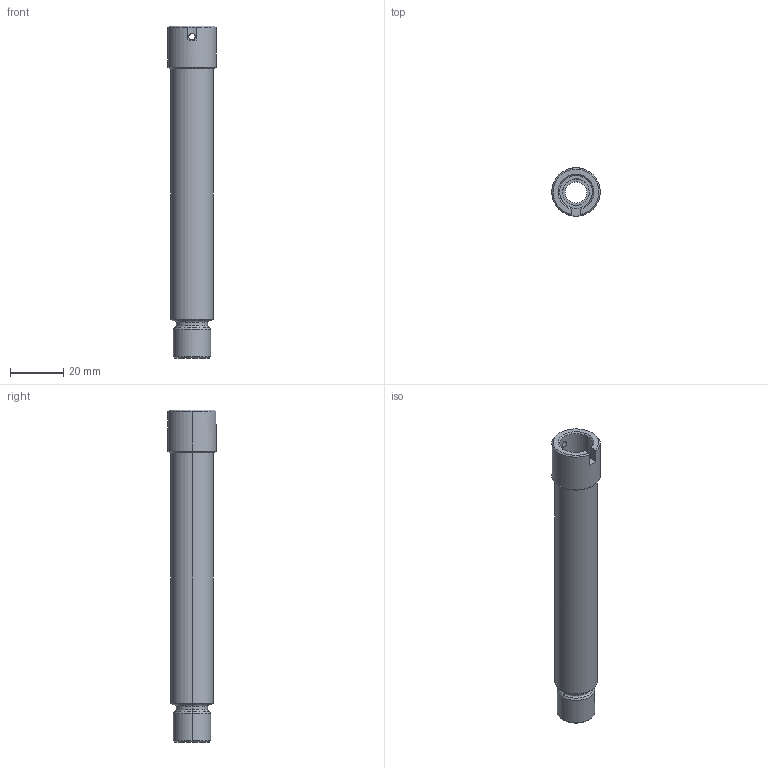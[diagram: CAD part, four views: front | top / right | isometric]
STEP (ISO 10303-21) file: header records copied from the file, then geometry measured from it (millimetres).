
FILE_DESCRIPTION(('CATIA V5 STEP Exchange'),'2;1');
FILE_NAME('fut canon v14.stp','2024-03-10T18:21:18+00:00',('none'),('none'),'CATIA Version 5 Release 21 GA (IN-10)','CATIA V5 STEP AP203','none');
FILE_SCHEMA(('CONFIG_CONTROL_DESIGN'));
Length unit declared in the file: millimetre
Products named in the file (1): fut canon
Bounding box: 18.15 x 18.15 x 124.5 mm (x, y, z)
Volume: 15264.1 mm3; surface area: 10555.5 mm2
Topology: 1 solids, 1 shells, 43 faces, 100 edges, 62 vertices
Faces by surface type: cylinder 16, cone 14, plane 9, torus 4
Entity records: 1373 total; most frequent: CARTESIAN_POINT 393, ORIENTED_EDGE 200, DIRECTION 163, EDGE_CURVE 100, AXIS2_PLACEMENT_3D 87, VERTEX_POINT 62, EDGE_LOOP 50, CIRCLE 47
